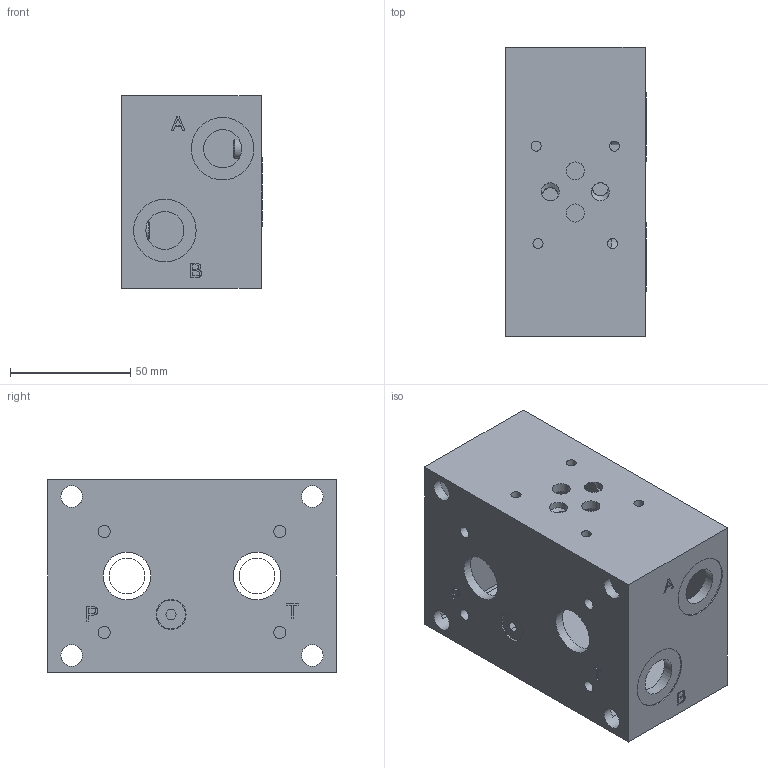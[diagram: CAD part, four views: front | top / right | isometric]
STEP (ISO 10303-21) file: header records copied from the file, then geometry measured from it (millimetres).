
FILE_DESCRIPTION(/* description */ ('Unknown'),/* implementation_level */ '2;1');
FILE_NAME(/* name */ 'ES 610-28-38 CLIENTE',/* time_stamp */ '2018-09-18T16:36:08+02:00',/* author */ ('Unknown'),/* organization */ ('Unknown'),/* preprocessor_version */ 'ST-DEVELOPER v16.7',/* originating_system */ 'DEX',/* authorisation */ $);
FILE_SCHEMA (('AUTOMOTIVE_DESIGN {1 0 10303 214 3 1 1}'));
Length unit declared in the file: millimetre
Products named in the file (5): ES 610-28-38 CLIENTE; 4_9280100020_2 CLIENTE; RONDELLA RAME M8; Tappo DIN 908 TCEI M8X1; OR_3100
Assembly tree (7 placements, depth 2):
  ES 610-28-38 CLIENTE
    4_9280100020_2 CLIENTE
    RONDELLA RAME M8  x2
    Tappo DIN 908 TCEI M8X1  x2
    OR_3100  x2
Bounding box: 58.57 x 120 x 80 mm (x, y, z)
Volume: 148170.6 mm3; surface area: 79347.8 mm2
Topology: 7 solids, 9 shells, 192 faces, 520 edges, 351 vertices
Faces by surface type: plane 107, cylinder 42, bspline 31, cone 6, torus 6
Full cylindrical faces by diameter (mm): 4.2 x4, 5 x4, 6.5 x3, 7.5 x4, 8 x2, 8.3 x2, 9 x4, 12 x4, 12.5 x2, 14.782 x2, 15.806 x2, 19.793 x4, 26 x2, 30 x2
Entity records: 6771 total; most frequent: CARTESIAN_POINT 1547, ORIENTED_EDGE 786, DIRECTION 701, EDGE_CURVE 394, VERTEX_POINT 287, FACE_BOUND 279, EDGE_LOOP 278, LINE 245
